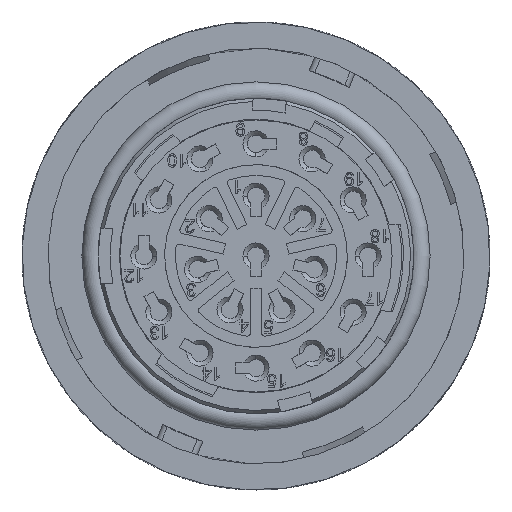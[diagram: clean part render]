
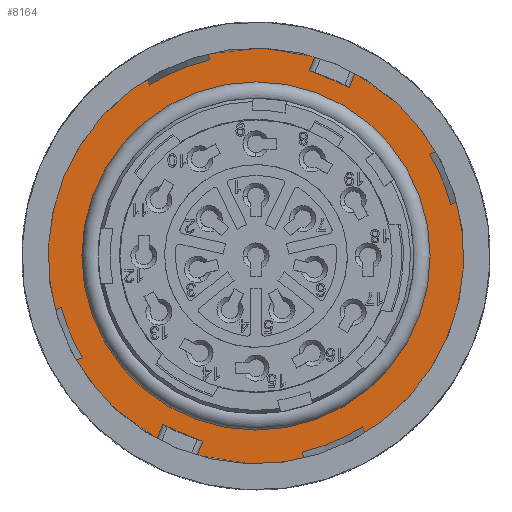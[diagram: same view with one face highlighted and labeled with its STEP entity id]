
A CAD part, left-side view. The second image highlights one B-rep face of the part: STEP entity #8164.
In plain terms, the highlighted planar face has unit normal (-1, 0, 0).
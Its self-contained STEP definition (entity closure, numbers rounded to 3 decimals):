
#1610=PLANE('',#26114);
#2672=LINE('',#39702,#4679);
#2673=LINE('',#39706,#4680);
#2674=LINE('',#39710,#4681);
#2675=LINE('',#39714,#4682);
#4679=VECTOR('',#29471,1.);
#4680=VECTOR('',#29474,1.);
#4681=VECTOR('',#29477,1.);
#4682=VECTOR('',#29480,1.);
#8164=ADVANCED_FACE('',(#9428,#9429),#1610,.T.);
#9428=FACE_BOUND('',#10123,.T.);
#9429=FACE_BOUND('',#10124,.T.);
#10123=EDGE_LOOP('',(#13825,#13826,#13827,#13828,#13829,#13830,#13831,#13832));
#10124=EDGE_LOOP('',(#13833));
#13825=ORIENTED_EDGE('',*,*,#22302,.T.);
#13826=ORIENTED_EDGE('',*,*,#22303,.F.);
#13827=ORIENTED_EDGE('',*,*,#22304,.F.);
#13828=ORIENTED_EDGE('',*,*,#22305,.F.);
#13829=ORIENTED_EDGE('',*,*,#22306,.T.);
#13830=ORIENTED_EDGE('',*,*,#22307,.F.);
#13831=ORIENTED_EDGE('',*,*,#22308,.F.);
#13832=ORIENTED_EDGE('',*,*,#22309,.F.);
#13833=ORIENTED_EDGE('',*,*,#20993,.T.);
#18551=VERTEX_POINT('',#33509);
#19427=VERTEX_POINT('',#39700);
#19428=VERTEX_POINT('',#39701);
#19429=VERTEX_POINT('',#39703);
#19430=VERTEX_POINT('',#39705);
#19431=VERTEX_POINT('',#39707);
#19432=VERTEX_POINT('',#39709);
#19433=VERTEX_POINT('',#39711);
#19434=VERTEX_POINT('',#39713);
#20993=EDGE_CURVE('',#18551,#18551,#24672,.T.);
#22302=EDGE_CURVE('',#19427,#19428,#24889,.T.);
#22303=EDGE_CURVE('',#19429,#19428,#2672,.T.);
#22304=EDGE_CURVE('',#19430,#19429,#24890,.T.);
#22305=EDGE_CURVE('',#19431,#19430,#2673,.T.);
#22306=EDGE_CURVE('',#19431,#19432,#24891,.T.);
#22307=EDGE_CURVE('',#19433,#19432,#2674,.T.);
#22308=EDGE_CURVE('',#19434,#19433,#24892,.T.);
#22309=EDGE_CURVE('',#19427,#19434,#2675,.T.);
#24672=CIRCLE('',#25481,15.);
#24889=CIRCLE('',#26110,18.5);
#24890=CIRCLE('',#26111,19.1);
#24891=CIRCLE('',#26112,18.5);
#24892=CIRCLE('',#26113,19.1);
#25481=AXIS2_PLACEMENT_3D('',#33508,#27511,#27512);
#26110=AXIS2_PLACEMENT_3D('',#39699,#29469,#29470);
#26111=AXIS2_PLACEMENT_3D('',#39704,#29472,#29473);
#26112=AXIS2_PLACEMENT_3D('',#39708,#29475,#29476);
#26113=AXIS2_PLACEMENT_3D('',#39712,#29478,#29479);
#26114=AXIS2_PLACEMENT_3D('',#39715,#29481,#29482);
#27511=DIRECTION('',(1.,0.,0.));
#27512=DIRECTION('',(0.,0.,1.));
#29469=DIRECTION('',(-1.,0.,0.));
#29470=DIRECTION('',(0.,0.967,-0.255));
#29471=DIRECTION('',(0.,-0.924,0.384));
#29472=DIRECTION('',(1.,0.,0.));
#29473=DIRECTION('',(0.,0.,1.));
#29474=DIRECTION('',(0.,-0.924,0.384));
#29475=DIRECTION('',(-1.,0.,0.));
#29476=DIRECTION('',(0.,-0.967,0.255));
#29477=DIRECTION('',(0.,0.924,-0.384));
#29478=DIRECTION('',(1.,0.,0.));
#29479=DIRECTION('',(0.,0.,1.));
#29480=DIRECTION('',(0.,0.924,-0.384));
#29481=DIRECTION('',(-1.,0.,0.));
#29482=DIRECTION('',(0.,1.,0.));
#33508=CARTESIAN_POINT('',(-40.459,7.674,0.));
#33509=CARTESIAN_POINT('',(-40.459,7.674,15.));
#39699=CARTESIAN_POINT('',(-40.459,7.674,0.));
#39700=CARTESIAN_POINT('',(-40.459,25.561,-4.721));
#39701=CARTESIAN_POINT('',(-40.459,23.644,-9.339));
#39702=CARTESIAN_POINT('',(-40.459,24.203,-9.571));
#39703=CARTESIAN_POINT('',(-40.459,24.203,-9.571));
#39704=CARTESIAN_POINT('',(-40.459,7.674,0.));
#39705=CARTESIAN_POINT('',(-40.459,-10.773,4.953));
#39706=CARTESIAN_POINT('',(-40.459,-10.214,4.721));
#39707=CARTESIAN_POINT('',(-40.459,-10.214,4.721));
#39708=CARTESIAN_POINT('',(-40.459,7.674,0.));
#39709=CARTESIAN_POINT('',(-40.459,-8.296,9.339));
#39710=CARTESIAN_POINT('',(-40.459,-8.855,9.571));
#39711=CARTESIAN_POINT('',(-40.459,-8.855,9.571));
#39712=CARTESIAN_POINT('',(-40.459,7.674,0.));
#39713=CARTESIAN_POINT('',(-40.459,26.12,-4.953));
#39714=CARTESIAN_POINT('',(-40.459,25.561,-4.721));
#39715=CARTESIAN_POINT('',(-40.459,-13.226,20.9));
